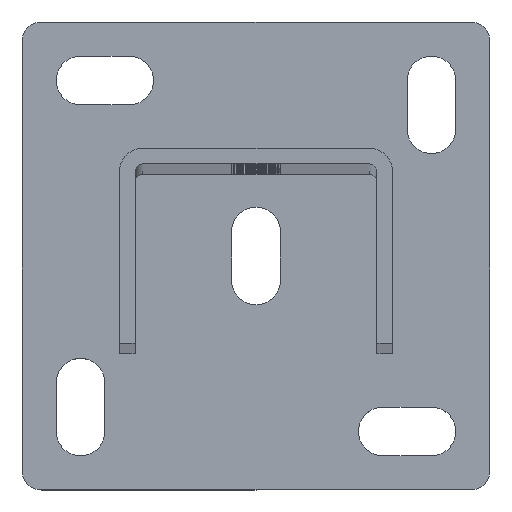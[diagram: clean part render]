
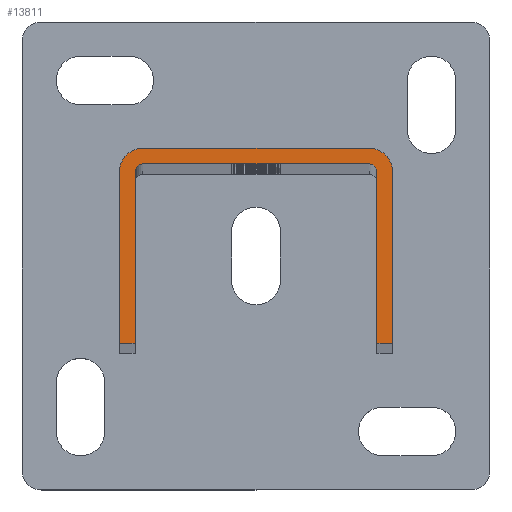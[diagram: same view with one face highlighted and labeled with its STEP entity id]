
A CAD part, top view. The second image highlights one B-rep face of the part: STEP entity #13811.
In plain terms, the highlighted planar face has unit normal (0, 0, 1).
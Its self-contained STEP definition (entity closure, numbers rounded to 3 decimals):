
#222 = ORIENTED_EDGE ( 'NONE', *, *, #6761, .T. ) ;
#322 = CIRCLE ( 'NONE', #10656, 6. ) ;
#371 = CARTESIAN_POINT ( 'NONE',  ( -29., 21., 1508. ) ) ;
#379 = DIRECTION ( 'NONE',  ( 1., 0., 0. ) ) ;
#436 = AXIS2_PLACEMENT_3D ( 'NONE', #17018, #6107, #14059 ) ;
#1356 = EDGE_CURVE ( 'NONE', #4634, #11424, #1690, .T. ) ;
#1374 = VERTEX_POINT ( 'NONE', #13721 ) ;
#1677 = ORIENTED_EDGE ( 'NONE', *, *, #10780, .T. ) ;
#1690 = LINE ( 'NONE', #6989, #6550 ) ;
#1845 = EDGE_CURVE ( 'NONE', #11424, #7390, #13257, .T. ) ;
#1910 = ORIENTED_EDGE ( 'NONE', *, *, #1845, .F. ) ;
#1925 = CARTESIAN_POINT ( 'NONE',  ( -35., -25., 1508. ) ) ;
#1991 = CARTESIAN_POINT ( 'NONE',  ( 31., -25., 1508. ) ) ;
#2092 = CARTESIAN_POINT ( 'NONE',  ( -35., 19., 1508. ) ) ;
#2274 = EDGE_CURVE ( 'NONE', #13212, #10786, #15192, .T. ) ;
#2492 = DIRECTION ( 'NONE',  ( 1., 0., 0. ) ) ;
#2501 = EDGE_CURVE ( 'NONE', #7003, #3235, #4887, .T. ) ;
#2570 = DIRECTION ( 'NONE',  ( -1., 0., 0. ) ) ;
#2698 = CARTESIAN_POINT ( 'NONE',  ( -29., 19., 1508. ) ) ;
#2968 = EDGE_LOOP ( 'NONE', ( #1677, #5728, #17004, #1910, #7574, #15792, #16681, #14524, #222, #5978, #3269, #9634 ) ) ;
#3235 = VERTEX_POINT ( 'NONE', #371 ) ;
#3258 = VERTEX_POINT ( 'NONE', #11552 ) ;
#3269 = ORIENTED_EDGE ( 'NONE', *, *, #12323, .T. ) ;
#3472 = DIRECTION ( 'NONE',  ( 1., 0., 0. ) ) ;
#3562 = CARTESIAN_POINT ( 'NONE',  ( 31., 19., 1508. ) ) ;
#3775 = EDGE_CURVE ( 'NONE', #1374, #13212, #10282, .T. ) ;
#4063 = CARTESIAN_POINT ( 'NONE',  ( 29., 19., 1508. ) ) ;
#4186 = VECTOR ( 'NONE', #2570, 1000. ) ;
#4360 = CARTESIAN_POINT ( 'NONE',  ( -29., 19., 1508. ) ) ;
#4634 = VERTEX_POINT ( 'NONE', #15931 ) ;
#4887 = CIRCLE ( 'NONE', #6553, 2. ) ;
#4947 = CARTESIAN_POINT ( 'NONE',  ( 35., -25., 1508. ) ) ;
#4948 = DIRECTION ( 'NONE',  ( 0., 0., -1. ) ) ;
#5027 = CARTESIAN_POINT ( 'NONE',  ( 35., 19., 1508. ) ) ;
#5146 = DIRECTION ( 'NONE',  ( 1., 0., 0. ) ) ;
#5728 = ORIENTED_EDGE ( 'NONE', *, *, #14797, .F. ) ;
#5978 = ORIENTED_EDGE ( 'NONE', *, *, #2501, .T. ) ;
#6107 = DIRECTION ( 'NONE',  ( 0., 0., -1. ) ) ;
#6275 = CARTESIAN_POINT ( 'NONE',  ( -31., 19., 1508. ) ) ;
#6550 = VECTOR ( 'NONE', #379, 1000. ) ;
#6553 = AXIS2_PLACEMENT_3D ( 'NONE', #2698, #8015, #5146 ) ;
#6761 = EDGE_CURVE ( 'NONE', #1374, #7003, #13277, .T. ) ;
#6944 = VECTOR ( 'NONE', #11621, 1000. ) ;
#6989 = CARTESIAN_POINT ( 'NONE',  ( -29., 25., 1508. ) ) ;
#7003 = VERTEX_POINT ( 'NONE', #6275 ) ;
#7304 = CARTESIAN_POINT ( 'NONE',  ( -29., 21., 1508. ) ) ;
#7390 = VERTEX_POINT ( 'NONE', #14198 ) ;
#7574 = ORIENTED_EDGE ( 'NONE', *, *, #1356, .F. ) ;
#7667 = VECTOR ( 'NONE', #7815, 1000. ) ;
#7815 = DIRECTION ( 'NONE',  ( -1., 0., 0. ) ) ;
#8015 = DIRECTION ( 'NONE',  ( 0., 0., -1. ) ) ;
#8907 = CIRCLE ( 'NONE', #10312, 2. ) ;
#8953 = CARTESIAN_POINT ( 'NONE',  ( 29., 19., 1508. ) ) ;
#8956 = DIRECTION ( 'NONE',  ( 0., -1., 0. ) ) ;
#9214 = FACE_OUTER_BOUND ( 'NONE', #2968, .T. ) ;
#9393 = DIRECTION ( 'NONE',  ( 0., 0., -1. ) ) ;
#9610 = DIRECTION ( 'NONE',  ( 0., 1., 0. ) ) ;
#9634 = ORIENTED_EDGE ( 'NONE', *, *, #10157, .T. ) ;
#9910 = VECTOR ( 'NONE', #9610, 1000. ) ;
#10004 = VERTEX_POINT ( 'NONE', #4947 ) ;
#10016 = VECTOR ( 'NONE', #3472, 1000. ) ;
#10157 = EDGE_CURVE ( 'NONE', #12895, #3258, #8907, .T. ) ;
#10272 = PLANE ( 'NONE',  #16153 ) ;
#10282 = LINE ( 'NONE', #14464, #7667 ) ;
#10312 = AXIS2_PLACEMENT_3D ( 'NONE', #4063, #9393, #2492 ) ;
#10402 = CARTESIAN_POINT ( 'NONE',  ( -35., -25., 1508. ) ) ;
#10535 = LINE ( 'NONE', #14532, #4186 ) ;
#10656 = AXIS2_PLACEMENT_3D ( 'NONE', #4360, #12058, #16311 ) ;
#10780 = EDGE_CURVE ( 'NONE', #3258, #15295, #17010, .T. ) ;
#10786 = VERTEX_POINT ( 'NONE', #2092 ) ;
#11293 = EDGE_CURVE ( 'NONE', #7390, #10004, #16984, .T. ) ;
#11424 = VERTEX_POINT ( 'NONE', #13486 ) ;
#11520 = LINE ( 'NONE', #7304, #10016 ) ;
#11552 = CARTESIAN_POINT ( 'NONE',  ( 31., 19., 1508. ) ) ;
#11621 = DIRECTION ( 'NONE',  ( 0., -1., 0. ) ) ;
#11990 = CARTESIAN_POINT ( 'NONE',  ( 29., 21., 1508. ) ) ;
#12058 = DIRECTION ( 'NONE',  ( 0., 0., -1. ) ) ;
#12106 = EDGE_CURVE ( 'NONE', #10786, #4634, #322, .T. ) ;
#12323 = EDGE_CURVE ( 'NONE', #3235, #12895, #11520, .T. ) ;
#12895 = VERTEX_POINT ( 'NONE', #11990 ) ;
#13212 = VERTEX_POINT ( 'NONE', #10402 ) ;
#13257 = CIRCLE ( 'NONE', #436, 6. ) ;
#13277 = LINE ( 'NONE', #13436, #13427 ) ;
#13427 = VECTOR ( 'NONE', #16068, 1000. ) ;
#13436 = CARTESIAN_POINT ( 'NONE',  ( -31., -25., 1508. ) ) ;
#13486 = CARTESIAN_POINT ( 'NONE',  ( 29., 25., 1508. ) ) ;
#13721 = CARTESIAN_POINT ( 'NONE',  ( -31., -25., 1508. ) ) ;
#13811 = ADVANCED_FACE ( 'NONE', ( #9214 ), #10272, .F. ) ;
#14059 = DIRECTION ( 'NONE',  ( -1., 0., 0. ) ) ;
#14198 = CARTESIAN_POINT ( 'NONE',  ( 35., 19., 1508. ) ) ;
#14464 = CARTESIAN_POINT ( 'NONE',  ( -31., -25., 1508. ) ) ;
#14524 = ORIENTED_EDGE ( 'NONE', *, *, #3775, .F. ) ;
#14532 = CARTESIAN_POINT ( 'NONE',  ( 35., -25., 1508. ) ) ;
#14797 = EDGE_CURVE ( 'NONE', #10004, #15295, #10535, .T. ) ;
#15192 = LINE ( 'NONE', #1925, #9910 ) ;
#15295 = VERTEX_POINT ( 'NONE', #1991 ) ;
#15347 = VECTOR ( 'NONE', #8956, 1000. ) ;
#15792 = ORIENTED_EDGE ( 'NONE', *, *, #12106, .F. ) ;
#15931 = CARTESIAN_POINT ( 'NONE',  ( -29., 25., 1508. ) ) ;
#16068 = DIRECTION ( 'NONE',  ( 0., 1., 0. ) ) ;
#16153 = AXIS2_PLACEMENT_3D ( 'NONE', #8953, #4948, #16908 ) ;
#16311 = DIRECTION ( 'NONE',  ( -1., 0., 0. ) ) ;
#16681 = ORIENTED_EDGE ( 'NONE', *, *, #2274, .F. ) ;
#16908 = DIRECTION ( 'NONE',  ( -1., 0., 0. ) ) ;
#16984 = LINE ( 'NONE', #5027, #15347 ) ;
#17004 = ORIENTED_EDGE ( 'NONE', *, *, #11293, .F. ) ;
#17010 = LINE ( 'NONE', #3562, #6944 ) ;
#17018 = CARTESIAN_POINT ( 'NONE',  ( 29., 19., 1508. ) ) ;
